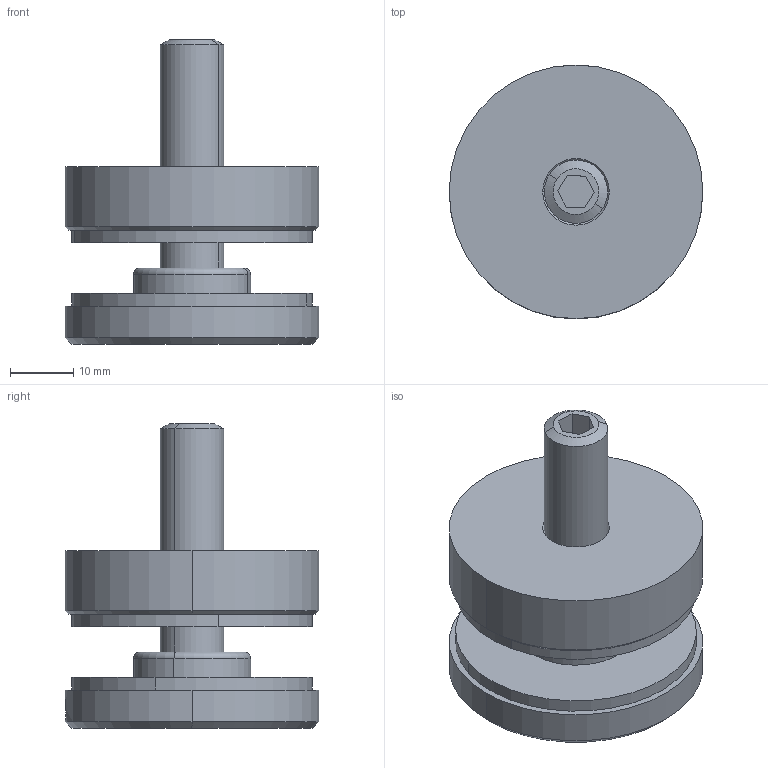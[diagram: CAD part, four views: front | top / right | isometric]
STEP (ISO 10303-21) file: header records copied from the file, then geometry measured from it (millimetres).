
FILE_DESCRIPTION (( 'STEP AP203' ), '1' );
FILE_NAME ('A_0742-FLEX1.STEP', '2024-06-17T11:16:42', ( '' ), ( '' ), 'SwSTEP 2.0', 'SolidWorks 2019', '' );
FILE_SCHEMA (( 'CONFIG_CONTROL_DESIGN' ));
Length unit declared in the file: millimetre
Products named in the file (6): A_0742-FLEX1; A_0742-FLEX1.P4; A_0742-FLEX1.P3; A_0742-FLEX1.P1; A_0742-FLEX1.P2; DIN 913_SKRUTKA M10X50
Assembly tree (5 placements, depth 2):
  A_0742-FLEX1
    A_0742-FLEX1.P1
    A_0742-FLEX1.P3
    A_0742-FLEX1.P4
    A_0742-FLEX1.P2
    DIN 913_SKRUTKA M10X50
Bounding box: 40 x 40 x 48 mm (x, y, z)
Volume: 27465.4 mm3; surface area: 14272.4 mm2
Topology: 5 solids, 5 shells, 67 faces, 140 edges, 83 vertices
Faces by surface type: cylinder 24, cone 20, plane 19, torus 4
Entity records: 2450 total; most frequent: DIRECTION 354, CARTESIAN_POINT 349, ORIENTED_EDGE 272, AXIS2_PLACEMENT_3D 146, EDGE_CURVE 136, VERTEX_POINT 83, EDGE_LOOP 77, CIRCLE 71
